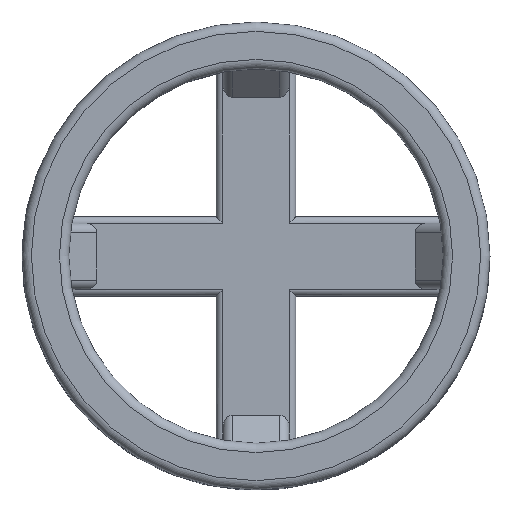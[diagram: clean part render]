
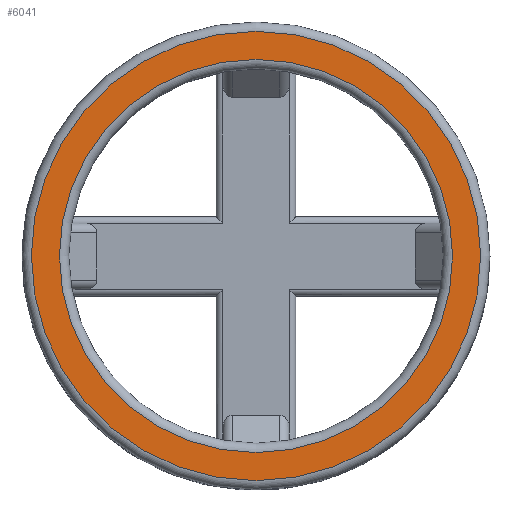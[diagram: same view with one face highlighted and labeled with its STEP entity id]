
A CAD part, top view. The second image highlights one B-rep face of the part: STEP entity #6041.
In plain terms, the highlighted planar face has unit normal (0, 0, 1).
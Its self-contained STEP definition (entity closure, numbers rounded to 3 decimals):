
#361 = TOROIDAL_SURFACE('',#362,21.,1.);
#362 = AXIS2_PLACEMENT_3D('',#363,#364,#365);
#363 = CARTESIAN_POINT('',(0.,0.,21.));
#364 = DIRECTION('',(0.,0.,1.));
#365 = DIRECTION('',(1.,0.,-0.));
#4595 = VERTEX_POINT('',#4596);
#4596 = CARTESIAN_POINT('',(21.,0.,22.));
#4616 = EDGE_CURVE('',#4595,#4595,#4617,.T.);
#4617 = SURFACE_CURVE('',#4618,(#4623,#4630),.PCURVE_S1.);
#4618 = CIRCLE('',#4619,21.);
#4619 = AXIS2_PLACEMENT_3D('',#4620,#4621,#4622);
#4620 = CARTESIAN_POINT('',(0.,0.,22.));
#4621 = DIRECTION('',(0.,0.,1.));
#4622 = DIRECTION('',(1.,0.,-0.));
#4623 = PCURVE('',#361,#4624);
#4624 = DEFINITIONAL_REPRESENTATION('',(#4625),#4629);
#4625 = LINE('',#4626,#4627);
#4626 = CARTESIAN_POINT('',(0.,1.571));
#4627 = VECTOR('',#4628,1.);
#4628 = DIRECTION('',(1.,0.));
#4629 = ( GEOMETRIC_REPRESENTATION_CONTEXT(2) 
PARAMETRIC_REPRESENTATION_CONTEXT() REPRESENTATION_CONTEXT('2D SPACE',''
  ) );
#4630 = PCURVE('',#4631,#4636);
#4631 = PLANE('',#4632);
#4632 = AXIS2_PLACEMENT_3D('',#4633,#4634,#4635);
#4633 = CARTESIAN_POINT('',(0.,0.,22.)
  );
#4634 = DIRECTION('',(0.,0.,1.));
#4635 = DIRECTION('',(1.,0.,-0.));
#4636 = DEFINITIONAL_REPRESENTATION('',(#4637),#4641);
#4637 = CIRCLE('',#4638,21.);
#4638 = AXIS2_PLACEMENT_2D('',#4639,#4640);
#4639 = CARTESIAN_POINT('',(0.,0.));
#4640 = DIRECTION('',(1.,0.));
#4641 = ( GEOMETRIC_REPRESENTATION_CONTEXT(2) 
PARAMETRIC_REPRESENTATION_CONTEXT() REPRESENTATION_CONTEXT('2D SPACE',''
  ) );
#6041 = ADVANCED_FACE('',(#6042,#6073),#4631,.T.);
#6042 = FACE_BOUND('',#6043,.T.);
#6043 = EDGE_LOOP('',(#6044));
#6044 = ORIENTED_EDGE('',*,*,#6045,.T.);
#6045 = EDGE_CURVE('',#6046,#6046,#6048,.T.);
#6046 = VERTEX_POINT('',#6047);
#6047 = CARTESIAN_POINT('',(24.,0.,22.));
#6048 = SURFACE_CURVE('',#6049,(#6054,#6061),.PCURVE_S1.);
#6049 = CIRCLE('',#6050,24.);
#6050 = AXIS2_PLACEMENT_3D('',#6051,#6052,#6053);
#6051 = CARTESIAN_POINT('',(0.,0.,22.));
#6052 = DIRECTION('',(0.,0.,1.));
#6053 = DIRECTION('',(1.,0.,-0.));
#6054 = PCURVE('',#4631,#6055);
#6055 = DEFINITIONAL_REPRESENTATION('',(#6056),#6060);
#6056 = CIRCLE('',#6057,24.);
#6057 = AXIS2_PLACEMENT_2D('',#6058,#6059);
#6058 = CARTESIAN_POINT('',(0.,0.));
#6059 = DIRECTION('',(1.,0.));
#6060 = ( GEOMETRIC_REPRESENTATION_CONTEXT(2) 
PARAMETRIC_REPRESENTATION_CONTEXT() REPRESENTATION_CONTEXT('2D SPACE',''
  ) );
#6061 = PCURVE('',#6062,#6067);
#6062 = TOROIDAL_SURFACE('',#6063,24.,1.);
#6063 = AXIS2_PLACEMENT_3D('',#6064,#6065,#6066);
#6064 = CARTESIAN_POINT('',(0.,0.,21.));
#6065 = DIRECTION('',(0.,0.,1.));
#6066 = DIRECTION('',(1.,0.,-0.));
#6067 = DEFINITIONAL_REPRESENTATION('',(#6068),#6072);
#6068 = LINE('',#6069,#6070);
#6069 = CARTESIAN_POINT('',(0.,1.571));
#6070 = VECTOR('',#6071,1.);
#6071 = DIRECTION('',(1.,0.));
#6072 = ( GEOMETRIC_REPRESENTATION_CONTEXT(2) 
PARAMETRIC_REPRESENTATION_CONTEXT() REPRESENTATION_CONTEXT('2D SPACE',''
  ) );
#6073 = FACE_BOUND('',#6074,.T.);
#6074 = EDGE_LOOP('',(#6075));
#6075 = ORIENTED_EDGE('',*,*,#4616,.F.);
